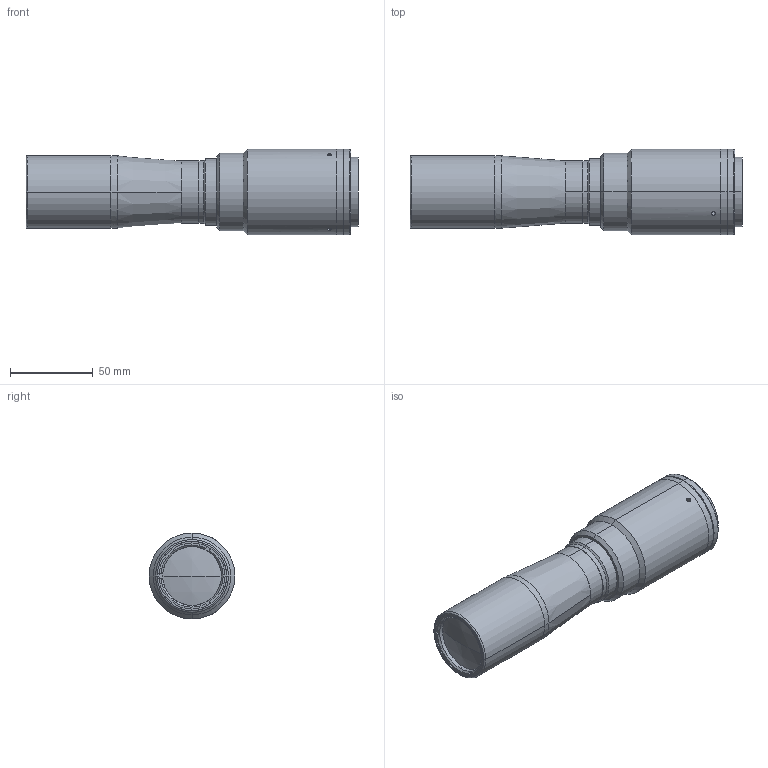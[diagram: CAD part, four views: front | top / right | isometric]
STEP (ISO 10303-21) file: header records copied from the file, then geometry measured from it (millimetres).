
FILE_DESCRIPTION (( 'STEP AP214' ), '1' );
FILE_NAME ('TC4M024HR-M42.STEP', '2014-06-04T08:10:11', ( 'piermario' ), ( '' ), 'SwSTEP 2.0', 'SolidWorks 2013', '' );
FILE_SCHEMA (( 'AUTOMOTIVE_DESIGN' ));
Length unit declared in the file: millimetre
Products named in the file (1): TC4M024HR-M42
Bounding box: 200.8 x 52 x 52 mm (x, y, z)
Surface area: 41681.7 mm2 (no closed solid volume)
Topology: 0 solids, 9 shells, 77 faces, 193 edges, 126 vertices
Faces by surface type: cylinder 32, plane 23, cone 16, torus 4, sphere 2
Entity records: 3391 total; most frequent: CARTESIAN_POINT 643, DIRECTION 437, ORIENTED_EDGE 326, EDGE_CURVE 193, AXIS2_PLACEMENT_3D 184, VERTEX_POINT 126, CIRCLE 106, EDGE_LOOP 92
